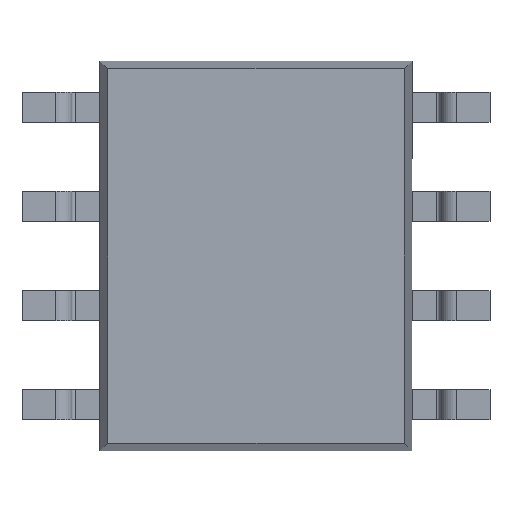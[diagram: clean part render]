
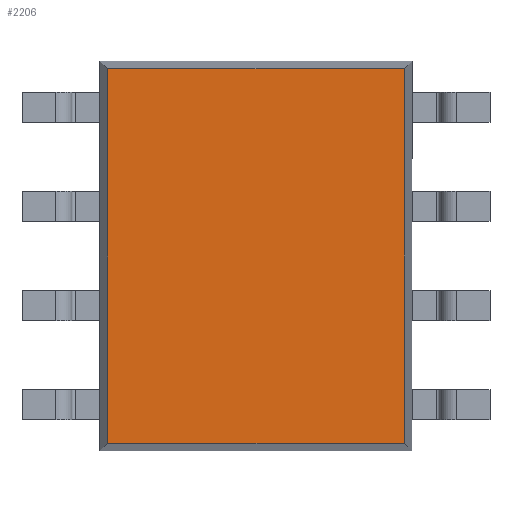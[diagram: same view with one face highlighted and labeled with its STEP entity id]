
A CAD part, front view. The second image highlights one B-rep face of the part: STEP entity #2206.
In plain terms, the highlighted planar face has unit normal (0, -1, 0).
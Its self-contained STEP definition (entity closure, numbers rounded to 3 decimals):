
#105 = CARTESIAN_POINT ( 'NONE',  ( -1.9, 0.175, 2.5 ) ) ;
#163 = VECTOR ( 'NONE', #3490, 1000. ) ;
#214 = DIRECTION ( 'NONE',  ( -1., 0., 0. ) ) ;
#464 = VERTEX_POINT ( 'NONE', #2601 ) ;
#491 = VERTEX_POINT ( 'NONE', #767 ) ;
#733 = DIRECTION ( 'NONE',  ( 0., 0., 1. ) ) ;
#765 = VECTOR ( 'NONE', #214, 1000. ) ;
#767 = CARTESIAN_POINT ( 'NONE',  ( 1.9, 0.175, 2.4 ) ) ;
#910 = ORIENTED_EDGE ( 'NONE', *, *, #1767, .T. ) ;
#916 = ORIENTED_EDGE ( 'NONE', *, *, #3186, .T. ) ;
#1031 = CARTESIAN_POINT ( 'NONE',  ( 1.9, 0.175, -2.5 ) ) ;
#1105 = CARTESIAN_POINT ( 'NONE',  ( 2., 0.175, 2.4 ) ) ;
#1316 = DIRECTION ( 'NONE',  ( 0., 0., -1. ) ) ;
#1324 = LINE ( 'NONE', #105, #3483 ) ;
#1515 = CARTESIAN_POINT ( 'NONE',  ( 1.9, 0.175, -2.4 ) ) ;
#1685 = CARTESIAN_POINT ( 'NONE',  ( -2., 0.175, -2.4 ) ) ;
#1767 = EDGE_CURVE ( 'NONE', #2213, #464, #1324, .T. ) ;
#1812 = CARTESIAN_POINT ( 'NONE',  ( -1.9, 0.175, 2.4 ) ) ;
#2156 = CARTESIAN_POINT ( 'NONE',  ( 0., 0.175, 0. ) ) ;
#2206 = ADVANCED_FACE ( 'NONE', ( #2715 ), #3038, .T. ) ;
#2213 = VERTEX_POINT ( 'NONE', #1812 ) ;
#2275 = LINE ( 'NONE', #1031, #3596 ) ;
#2458 = DIRECTION ( 'NONE',  ( 0., 0., -1. ) ) ;
#2582 = AXIS2_PLACEMENT_3D ( 'NONE', #2156, #3665, #2458 ) ;
#2601 = CARTESIAN_POINT ( 'NONE',  ( -1.9, 0.175, -2.4 ) ) ;
#2715 = FACE_OUTER_BOUND ( 'NONE', #2763, .T. ) ;
#2754 = LINE ( 'NONE', #1105, #765 ) ;
#2763 = EDGE_LOOP ( 'NONE', ( #3774, #3657, #916, #910 ) ) ;
#2845 = LINE ( 'NONE', #1685, #163 ) ;
#3038 = PLANE ( 'NONE',  #2582 ) ;
#3112 = EDGE_CURVE ( 'NONE', #3245, #491, #2275, .T. ) ;
#3186 = EDGE_CURVE ( 'NONE', #491, #2213, #2754, .T. ) ;
#3245 = VERTEX_POINT ( 'NONE', #1515 ) ;
#3366 = EDGE_CURVE ( 'NONE', #464, #3245, #2845, .T. ) ;
#3483 = VECTOR ( 'NONE', #1316, 1000. ) ;
#3490 = DIRECTION ( 'NONE',  ( 1., 0., 0. ) ) ;
#3596 = VECTOR ( 'NONE', #733, 1000. ) ;
#3657 = ORIENTED_EDGE ( 'NONE', *, *, #3112, .T. ) ;
#3665 = DIRECTION ( 'NONE',  ( 0., -1., 0. ) ) ;
#3774 = ORIENTED_EDGE ( 'NONE', *, *, #3366, .T. ) ;
